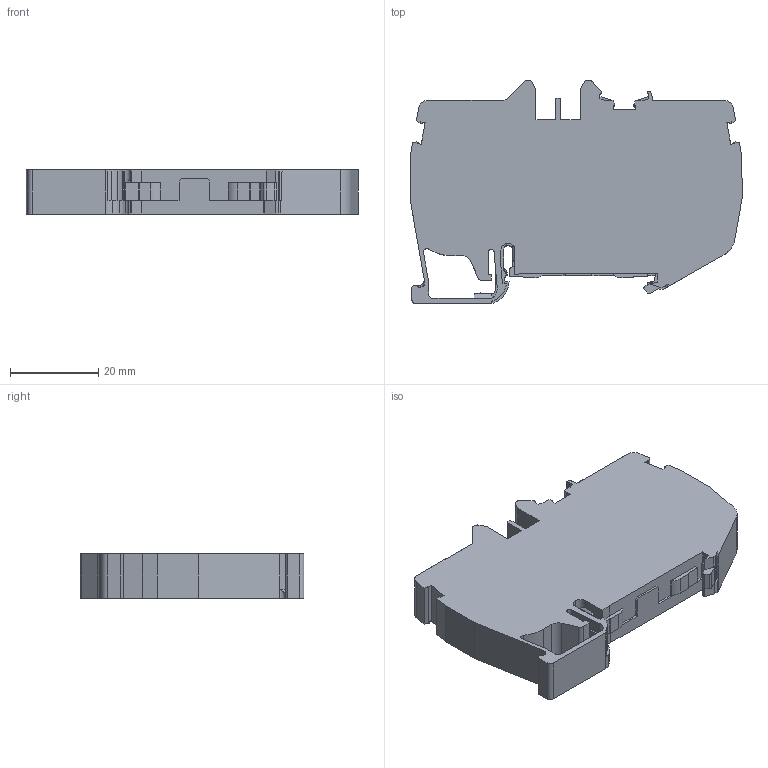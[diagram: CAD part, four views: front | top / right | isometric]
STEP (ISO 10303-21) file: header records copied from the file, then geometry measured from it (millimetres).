
FILE_DESCRIPTION (( 'STEP AP214' ), '1' );
FILE_NAME ('336530_PYK 10T.STP', '2015-08-07T09:30:35', ( '' ), ( '' ), 'SwSTEP 2.0', 'SolidWorks 2015', '' );
FILE_SCHEMA (( 'AUTOMOTIVE_DESIGN' ));
Length unit declared in the file: millimetre
Products named in the file (1): 336530_PYK 10T
Bounding box: 75.43 x 50.81 x 10 mm (x, y, z)
Volume: 28372.6 mm3; surface area: 9503 mm2
Topology: 1 solids, 1 shells, 339 faces, 994 edges, 663 vertices
Faces by surface type: plane 222, cylinder 111, bspline 6
Entity records: 16770 total; most frequent: CARTESIAN_POINT 4287, ORIENTED_EDGE 1988, DIRECTION 1585, EDGE_CURVE 994, VERTEX_POINT 663, LINE 659, VECTOR 659, AXIS2_PLACEMENT_3D 463
